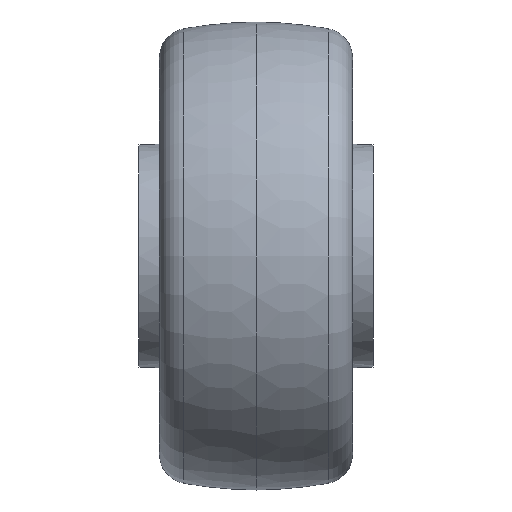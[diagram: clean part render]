
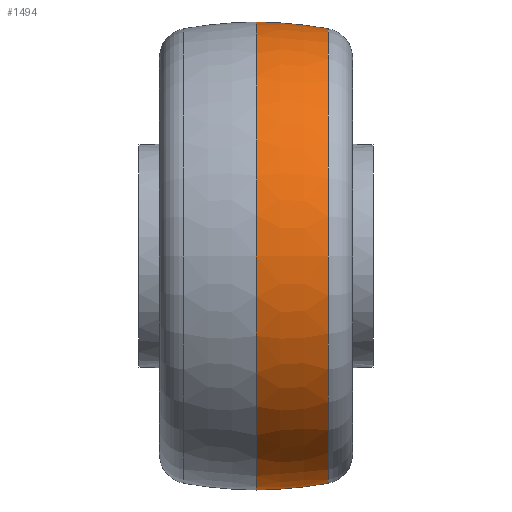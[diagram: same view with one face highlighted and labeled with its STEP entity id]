
A CAD part, front view. The second image highlights one B-rep face of the part: STEP entity #1494.
In plain terms, the highlighted toroidal (fillet/blend) face has major radius 34.996 mm and minor radius 75 mm.
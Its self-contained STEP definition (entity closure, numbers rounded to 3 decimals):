
#49 = CARTESIAN_POINT ( 'NONE',  ( -0.757, 0., 0. ) ) ;
#276 = CARTESIAN_POINT ( 'NONE',  ( 12.371, 0., 0. ) ) ;
#317 = ORIENTED_EDGE ( 'NONE', *, *, #1391, .F. ) ;
#339 = DIRECTION ( 'NONE',  ( 1., 0., 0. ) ) ;
#508 = DIRECTION ( 'NONE',  ( 0., 1., 0. ) ) ;
#770 = AXIS2_PLACEMENT_3D ( 'NONE', #276, #2376, #1585 ) ;
#794 = CARTESIAN_POINT ( 'NONE',  ( -0.757, 0., 34.996 ) ) ;
#814 = CIRCLE ( 'NONE', #1542, 75. ) ;
#903 = DIRECTION ( 'NONE',  ( 0., 0., -1. ) ) ;
#928 = CARTESIAN_POINT ( 'NONE',  ( 0., 0., 0. ) ) ;
#999 = DIRECTION ( 'NONE',  ( 0., 0., -1. ) ) ;
#1170 = VERTEX_POINT ( 'NONE', #3072 ) ;
#1210 = CARTESIAN_POINT ( 'NONE',  ( -0.757, 0., -34.996 ) ) ;
#1216 = CIRCLE ( 'NONE', #1363, 40. ) ;
#1280 = DIRECTION ( 'NONE',  ( 0., 0., -1. ) ) ;
#1363 = AXIS2_PLACEMENT_3D ( 'NONE', #928, #2605, #999 ) ;
#1368 = AXIS2_PLACEMENT_3D ( 'NONE', #49, #339, #903 ) ;
#1391 = EDGE_CURVE ( 'NONE', #2434, #3026, #2613, .T. ) ;
#1494 = ADVANCED_FACE ( 'NONE', ( #1732 ), #2430, .T. ) ;
#1542 = AXIS2_PLACEMENT_3D ( 'NONE', #794, #2388, #1280 ) ;
#1582 = CARTESIAN_POINT ( 'NONE',  ( 0., 0., -40. ) ) ;
#1585 = DIRECTION ( 'NONE',  ( 0., 0., -1. ) ) ;
#1592 = EDGE_CURVE ( 'NONE', #1170, #2434, #2122, .T. ) ;
#1594 = ORIENTED_EDGE ( 'NONE', *, *, #3314, .T. ) ;
#1721 = ORIENTED_EDGE ( 'NONE', *, *, #1592, .F. ) ;
#1732 = FACE_OUTER_BOUND ( 'NONE', #3457, .T. ) ;
#1752 = AXIS2_PLACEMENT_3D ( 'NONE', #1210, #508, #2081 ) ;
#2081 = DIRECTION ( 'NONE',  ( 0., 0., 1. ) ) ;
#2122 = CIRCLE ( 'NONE', #1752, 75. ) ;
#2319 = CARTESIAN_POINT ( 'NONE',  ( 12.371, 0., -38.846 ) ) ;
#2376 = DIRECTION ( 'NONE',  ( 1., 0., 0. ) ) ;
#2388 = DIRECTION ( 'NONE',  ( 0., -1., 0. ) ) ;
#2430 = TOROIDAL_SURFACE ( 'NONE', #1368, -34.996, 75. ) ;
#2434 = VERTEX_POINT ( 'NONE', #2999 ) ;
#2605 = DIRECTION ( 'NONE',  ( 1., 0., 0. ) ) ;
#2613 = CIRCLE ( 'NONE', #770, 38.846 ) ;
#2736 = ORIENTED_EDGE ( 'NONE', *, *, #3189, .T. ) ;
#2999 = CARTESIAN_POINT ( 'NONE',  ( 12.371, 0., 38.846 ) ) ;
#3026 = VERTEX_POINT ( 'NONE', #2319 ) ;
#3072 = CARTESIAN_POINT ( 'NONE',  ( 0., 0., 40. ) ) ;
#3075 = VERTEX_POINT ( 'NONE', #1582 ) ;
#3189 = EDGE_CURVE ( 'NONE', #1170, #3075, #1216, .T. ) ;
#3314 = EDGE_CURVE ( 'NONE', #3075, #3026, #814, .T. ) ;
#3457 = EDGE_LOOP ( 'NONE', ( #1721, #2736, #1594, #317 ) ) ;
